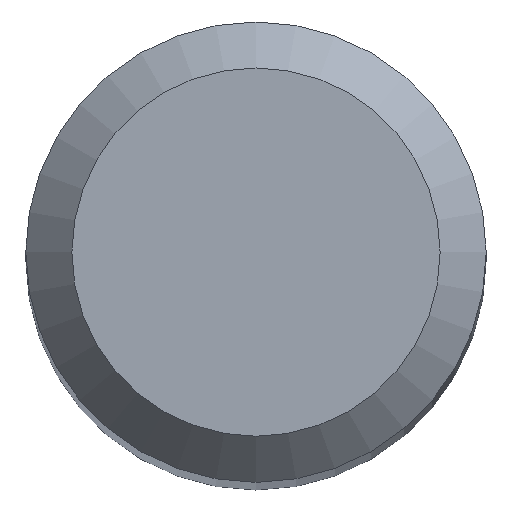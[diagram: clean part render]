
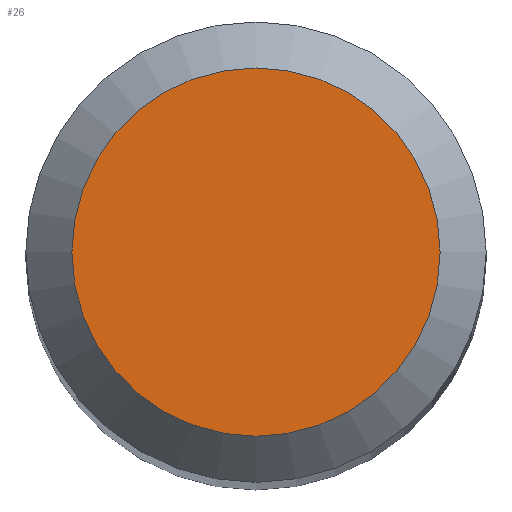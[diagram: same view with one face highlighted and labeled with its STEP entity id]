
A CAD part, top view. The second image highlights one B-rep face of the part: STEP entity #26.
In plain terms, the highlighted planar face has unit normal (0, 0, 1).
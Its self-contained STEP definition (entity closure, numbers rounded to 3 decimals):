
#14 = AXIS2_PLACEMENT_3D ( 'NONE', #99, #227, #123 ) ;
#15 = ORIENTED_EDGE ( 'NONE', *, *, #140, .F. ) ;
#26 = ADVANCED_FACE ( 'NONE', ( #150 ), #211, .F. ) ;
#35 = DIRECTION ( 'NONE',  ( 0., 0., -1. ) ) ;
#36 = CARTESIAN_POINT ( 'NONE',  ( 0., 0., 38. ) ) ;
#39 = AXIS2_PLACEMENT_3D ( 'NONE', #36, #35, #115 ) ;
#79 = VERTEX_POINT ( 'NONE', #215 ) ;
#99 = CARTESIAN_POINT ( 'NONE',  ( 0., 0., 38. ) ) ;
#115 = DIRECTION ( 'NONE',  ( 0., 1., 0. ) ) ;
#123 = DIRECTION ( 'NONE',  ( 0., 1., 0. ) ) ;
#130 = EDGE_LOOP ( 'NONE', ( #15 ) ) ;
#140 = EDGE_CURVE ( 'NONE', #79, #79, #232, .T. ) ;
#150 = FACE_OUTER_BOUND ( 'NONE', #130, .T. ) ;
#211 = PLANE ( 'NONE',  #39 ) ;
#215 = CARTESIAN_POINT ( 'NONE',  ( 0., 1.2, 38. ) ) ;
#227 = DIRECTION ( 'NONE',  ( 0., 0., -1. ) ) ;
#232 = CIRCLE ( 'NONE', #14, 1.2 ) ;
